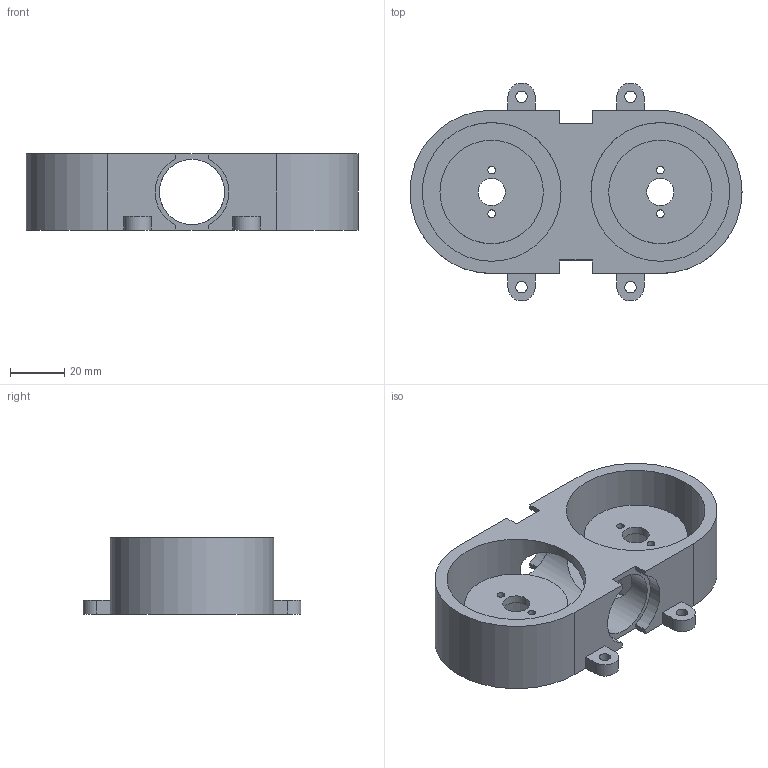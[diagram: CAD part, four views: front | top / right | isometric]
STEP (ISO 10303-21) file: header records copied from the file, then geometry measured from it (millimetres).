
FILE_DESCRIPTION(/* description */ (''),/* implementation_level */ '2;1');
FILE_NAME(/* name */ 'Flywheel Cage v1.stp',/* time_stamp */ '2020-04-14T21:03:22+02:00',/* author */ ('Christoph'),/* organization */ (''),/* preprocessor_version */ 'ST-DEVELOPER v16.1',/* originating_system */ 'Autodesk Inventor 2016',/* authorisation */ '');
FILE_SCHEMA (('AUTOMOTIVE_DESIGN { 1 0 10303 214 3 1 1 }'));
Length unit declared in the file: millimetre
Products named in the file (1): Flywheel Cage v1
Bounding box: 122 x 80 x 28 mm (x, y, z)
Volume: 70952 mm3; surface area: 37456.3 mm2
Topology: 1 solids, 1 shells, 61 faces, 173 edges, 118 vertices
Faces by surface type: plane 34, cylinder 27
Full cylindrical faces by diameter (mm): 2.8 x4, 4.2 x4, 10 x2, 24 x1, 29 x2, 38 x2, 51 x2
Entity records: 1997 total; most frequent: CARTESIAN_POINT 412, DIRECTION 320, ORIENTED_EDGE 288, EDGE_CURVE 144, AXIS2_PLACEMENT_3D 116, EDGE_LOOP 110, VERTEX_POINT 108, LINE 88
